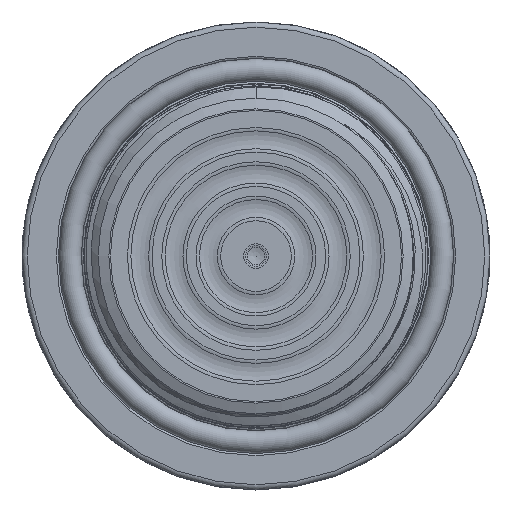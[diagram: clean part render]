
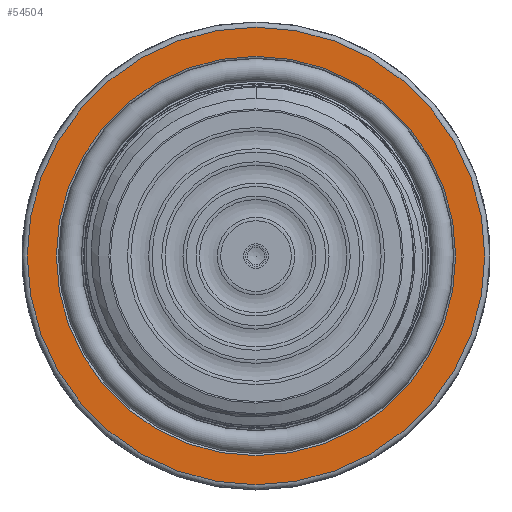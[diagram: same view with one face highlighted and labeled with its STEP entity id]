
A CAD part, left-side view. The second image highlights one B-rep face of the part: STEP entity #54504.
In plain terms, the highlighted planar face has unit normal (-1, 0, 0).
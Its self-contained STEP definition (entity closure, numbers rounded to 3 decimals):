
#1587=FACE_BOUND('',#8859,.T.);
#3133=PLANE('',#58841);
#5959=FACE_OUTER_BOUND('',#8858,.T.);
#8858=EDGE_LOOP('',(#50845));
#8859=EDGE_LOOP('',(#50846));
#9857=CIRCLE('',#58839,19.2);
#9859=CIRCLE('',#58842,22.);
#26058=VERTEX_POINT('',#128757);
#26059=VERTEX_POINT('',#128761);
#34323=EDGE_CURVE('',#26058,#26058,#9857,.T.);
#34325=EDGE_CURVE('',#26059,#26059,#9859,.T.);
#50845=ORIENTED_EDGE('',*,*,#34325,.F.);
#50846=ORIENTED_EDGE('',*,*,#34323,.T.);
#54504=ADVANCED_FACE('',(#5959,#1587),#3133,.T.);
#58839=AXIS2_PLACEMENT_3D('',#128758,#71715,#71716);
#58841=AXIS2_PLACEMENT_3D('',#128760,#71719,#71720);
#58842=AXIS2_PLACEMENT_3D('',#128762,#71721,#71722);
#71715=DIRECTION('center_axis',(1.,0.,0.));
#71716=DIRECTION('ref_axis',(0.,-1.,0.));
#71719=DIRECTION('center_axis',(-1.,0.,0.));
#71720=DIRECTION('ref_axis',(0.,1.,0.));
#71721=DIRECTION('center_axis',(1.,0.,0.));
#71722=DIRECTION('ref_axis',(0.,-1.,0.));
#128757=CARTESIAN_POINT('',(19.,19.2,0.));
#128758=CARTESIAN_POINT('Origin',(19.,0.,0.));
#128760=CARTESIAN_POINT('Origin',(19.,0.,-22.));
#128761=CARTESIAN_POINT('',(19.,0.,22.));
#128762=CARTESIAN_POINT('Origin',(19.,0.,0.));
